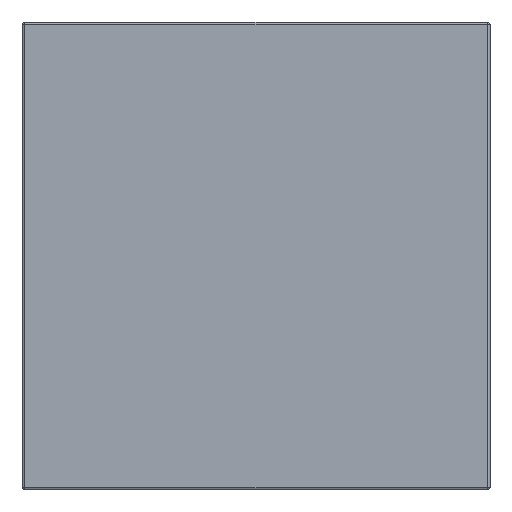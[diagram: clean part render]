
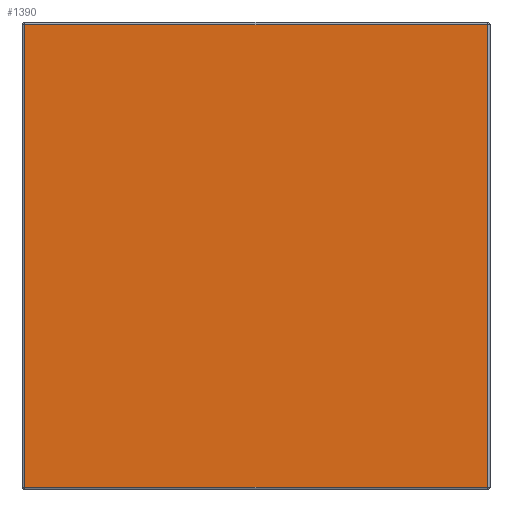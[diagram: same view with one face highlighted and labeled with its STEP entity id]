
A CAD part, left-side view. The second image highlights one B-rep face of the part: STEP entity #1390.
In plain terms, the highlighted planar face has unit normal (-1, 0, 0).
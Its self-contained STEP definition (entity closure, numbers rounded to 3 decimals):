
#42 = VECTOR ( 'NONE', #1701, 1000. ) ;
#98 = LINE ( 'NONE', #626, #42 ) ;
#196 = CARTESIAN_POINT ( 'NONE',  ( -3.2, 0.01, 0.01 ) ) ;
#273 = EDGE_CURVE ( 'NONE', #913, #859, #1746, .T. ) ;
#283 = ORIENTED_EDGE ( 'NONE', *, *, #576, .T. ) ;
#289 = VECTOR ( 'NONE', #1827, 1000. ) ;
#295 = DIRECTION ( 'NONE',  ( 0., 0., -1. ) ) ;
#365 = EDGE_CURVE ( 'NONE', #452, #913, #1943, .T. ) ;
#452 = VERTEX_POINT ( 'NONE', #552 ) ;
#457 = EDGE_CURVE ( 'NONE', #710, #452, #1378, .T. ) ;
#462 = AXIS2_PLACEMENT_3D ( 'NONE', #1865, #936, #2018 ) ;
#509 = VECTOR ( 'NONE', #295, 1000. ) ;
#552 = CARTESIAN_POINT ( 'NONE',  ( -3.2, 0.01, 1.59 ) ) ;
#576 = EDGE_CURVE ( 'NONE', #859, #710, #98, .T. ) ;
#626 = CARTESIAN_POINT ( 'NONE',  ( -3.2, 0., 0.01 ) ) ;
#710 = VERTEX_POINT ( 'NONE', #196 ) ;
#721 = ORIENTED_EDGE ( 'NONE', *, *, #365, .T. ) ;
#847 = ORIENTED_EDGE ( 'NONE', *, *, #457, .T. ) ;
#859 = VERTEX_POINT ( 'NONE', #1631 ) ;
#864 = DIRECTION ( 'NONE',  ( 0., 0., 1. ) ) ;
#913 = VERTEX_POINT ( 'NONE', #1732 ) ;
#936 = DIRECTION ( 'NONE',  ( -1., 0., 0. ) ) ;
#1005 = EDGE_LOOP ( 'NONE', ( #283, #847, #721, #1200 ) ) ;
#1200 = ORIENTED_EDGE ( 'NONE', *, *, #273, .T. ) ;
#1378 = LINE ( 'NONE', #1475, #1425 ) ;
#1390 = ADVANCED_FACE ( 'NONE', ( #1391 ), #1480, .T. ) ;
#1391 = FACE_OUTER_BOUND ( 'NONE', #1005, .T. ) ;
#1425 = VECTOR ( 'NONE', #864, 1000. ) ;
#1475 = CARTESIAN_POINT ( 'NONE',  ( -3.2, 0.01, 1.6 ) ) ;
#1480 = PLANE ( 'NONE',  #462 ) ;
#1509 = CARTESIAN_POINT ( 'NONE',  ( -3.2, 1.6, 1.59 ) ) ;
#1631 = CARTESIAN_POINT ( 'NONE',  ( -3.2, 1.59, 0.01 ) ) ;
#1701 = DIRECTION ( 'NONE',  ( 0., -1., 0. ) ) ;
#1732 = CARTESIAN_POINT ( 'NONE',  ( -3.2, 1.59, 1.59 ) ) ;
#1746 = LINE ( 'NONE', #1849, #509 ) ;
#1827 = DIRECTION ( 'NONE',  ( 0., 1., 0. ) ) ;
#1849 = CARTESIAN_POINT ( 'NONE',  ( -3.2, 1.59, 1.6 ) ) ;
#1865 = CARTESIAN_POINT ( 'NONE',  ( -3.2, 0., 1.6 ) ) ;
#1943 = LINE ( 'NONE', #1509, #289 ) ;
#2018 = DIRECTION ( 'NONE',  ( 0., 0., 1. ) ) ;
